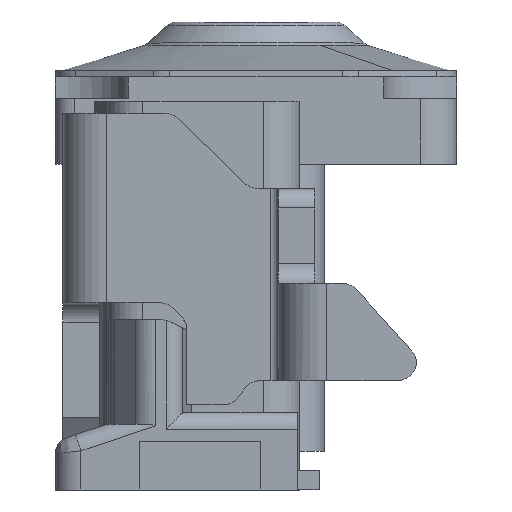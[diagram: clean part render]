
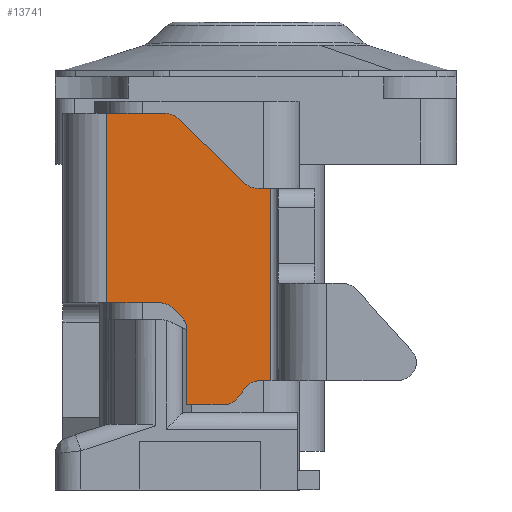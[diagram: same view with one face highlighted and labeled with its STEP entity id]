
A CAD part, left-side view. The second image highlights one B-rep face of the part: STEP entity #13741.
In plain terms, the highlighted planar face has unit normal (-1, 0, 0).
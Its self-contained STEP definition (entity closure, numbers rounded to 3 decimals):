
#2 = DIRECTION ( 'NONE',  ( 0., 1., 0. ) ) ;
#81 = VERTEX_POINT ( 'NONE', #12711 ) ;
#456 = ORIENTED_EDGE ( 'NONE', *, *, #8365, .F. ) ;
#614 = ORIENTED_EDGE ( 'NONE', *, *, #9462, .F. ) ;
#625 = CARTESIAN_POINT ( 'NONE',  ( -1.7, 0.219, -0.89 ) ) ;
#1023 = CIRCLE ( 'NONE', #10983, 0.08 ) ;
#1051 = DIRECTION ( 'NONE',  ( 0., -1., 0. ) ) ;
#1101 = AXIS2_PLACEMENT_3D ( 'NONE', #6363, #1183, #1051 ) ;
#1147 = VECTOR ( 'NONE', #7751, 1000. ) ;
#1183 = DIRECTION ( 'NONE',  ( -1., 0., 0. ) ) ;
#1230 = VECTOR ( 'NONE', #11535, 1000. ) ;
#1693 = FACE_OUTER_BOUND ( 'NONE', #9189, .T. ) ;
#1745 = ORIENTED_EDGE ( 'NONE', *, *, #6186, .F. ) ;
#1751 = DIRECTION ( 'NONE',  ( 0., -0.718, -0.696 ) ) ;
#1829 = LINE ( 'NONE', #11391, #7520 ) ;
#1854 = CARTESIAN_POINT ( 'NONE',  ( -1.7, 0.564, -0.99 ) ) ;
#1892 = DIRECTION ( 'NONE',  ( 0., -1., 0. ) ) ;
#2002 = VERTEX_POINT ( 'NONE', #5853 ) ;
#2080 = LINE ( 'NONE', #3248, #12740 ) ;
#2143 = DIRECTION ( 'NONE',  ( 0., 0.707, 0.707 ) ) ;
#2156 = CARTESIAN_POINT ( 'NONE',  ( -1.7, 0.564, -0.683 ) ) ;
#2261 = DIRECTION ( 'NONE',  ( 1., 0., 0. ) ) ;
#2281 = CARTESIAN_POINT ( 'NONE',  ( -1.7, 1.074, -0.89 ) ) ;
#2298 = DIRECTION ( 'NONE',  ( -1., 0., 0. ) ) ;
#2330 = EDGE_CURVE ( 'NONE', #3597, #7282, #6207, .T. ) ;
#2362 = ORIENTED_EDGE ( 'NONE', *, *, #12929, .F. ) ;
#2489 = EDGE_CURVE ( 'NONE', #2002, #13379, #1829, .T. ) ;
#2781 = CARTESIAN_POINT ( 'NONE',  ( -1.7, 0.601, 0.187 ) ) ;
#2785 = EDGE_CURVE ( 'NONE', #81, #2807, #7825, .T. ) ;
#2807 = VERTEX_POINT ( 'NONE', #5881 ) ;
#2879 = CARTESIAN_POINT ( 'NONE',  ( -1.7, 0.894, -0.57 ) ) ;
#2973 = EDGE_CURVE ( 'NONE', #4354, #3751, #7531, .T. ) ;
#3042 = DIRECTION ( 'NONE',  ( -1., 0., 0. ) ) ;
#3046 = CARTESIAN_POINT ( 'NONE',  ( -1.7, 0.272, -0.1 ) ) ;
#3116 = CARTESIAN_POINT ( 'NONE',  ( -1.7, 1.074, -0.1 ) ) ;
#3248 = CARTESIAN_POINT ( 'NONE',  ( -1.7, 0.587, -0.627 ) ) ;
#3317 = LINE ( 'NONE', #2281, #9173 ) ;
#3597 = VERTEX_POINT ( 'NONE', #2156 ) ;
#3751 = VERTEX_POINT ( 'NONE', #3046 ) ;
#3990 = AXIS2_PLACEMENT_3D ( 'NONE', #6791, #2298, #4569 ) ;
#4102 = LINE ( 'NONE', #5209, #1230 ) ;
#4261 = CARTESIAN_POINT ( 'NONE',  ( -1.7, 0.656, 0.13 ) ) ;
#4281 = CARTESIAN_POINT ( 'NONE',  ( -1.7, 1.074, -0.99 ) ) ;
#4329 = AXIS2_PLACEMENT_3D ( 'NONE', #13356, #13285, #4941 ) ;
#4354 = VERTEX_POINT ( 'NONE', #9408 ) ;
#4569 = DIRECTION ( 'NONE',  ( 0., -1., 0. ) ) ;
#4707 = CARTESIAN_POINT ( 'NONE',  ( -1.7, 1.074, 0.21 ) ) ;
#4739 = CARTESIAN_POINT ( 'NONE',  ( -1.7, 0.328, -0.924 ) ) ;
#4755 = LINE ( 'NONE', #4281, #12983 ) ;
#4920 = LINE ( 'NONE', #2781, #13536 ) ;
#4941 = DIRECTION ( 'NONE',  ( 0., 1., 0. ) ) ;
#4962 = VERTEX_POINT ( 'NONE', #13425 ) ;
#5209 = CARTESIAN_POINT ( 'NONE',  ( -1.7, 1.074, -0.57 ) ) ;
#5302 = CARTESIAN_POINT ( 'NONE',  ( -1.7, 0.564, -0.54 ) ) ;
#5378 = DIRECTION ( 'NONE',  ( 0., -1., 0. ) ) ;
#5482 = EDGE_CURVE ( 'NONE', #9084, #3597, #13724, .T. ) ;
#5558 = DIRECTION ( 'NONE',  ( 0., 0.573, -0.819 ) ) ;
#5795 = VECTOR ( 'NONE', #9411, 1000. ) ;
#5823 = DIRECTION ( 'NONE',  ( 0., -1., 0. ) ) ;
#5853 = CARTESIAN_POINT ( 'NONE',  ( -1.7, 0.219, -0.1 ) ) ;
#5881 = CARTESIAN_POINT ( 'NONE',  ( -1.7, 0.656, 0.21 ) ) ;
#5928 = VERTEX_POINT ( 'NONE', #6661 ) ;
#5960 = CARTESIAN_POINT ( 'NONE',  ( -1.7, 0.677, -0.65 ) ) ;
#6186 = EDGE_CURVE ( 'NONE', #3751, #2002, #9554, .T. ) ;
#6207 = CIRCLE ( 'NONE', #3990, 0.08 ) ;
#6358 = CARTESIAN_POINT ( 'NONE',  ( -1.7, 0.272, -0.02 ) ) ;
#6363 = CARTESIAN_POINT ( 'NONE',  ( -1.7, 0.262, -0.97 ) ) ;
#6408 = CARTESIAN_POINT ( 'NONE',  ( -1.7, 0.35, -0.956 ) ) ;
#6471 = VERTEX_POINT ( 'NONE', #6408 ) ;
#6518 = EDGE_CURVE ( 'NONE', #2807, #11700, #8263, .T. ) ;
#6619 = CARTESIAN_POINT ( 'NONE',  ( -1.7, 0.262, -0.89 ) ) ;
#6661 = CARTESIAN_POINT ( 'NONE',  ( -1.7, 0.677, -0.57 ) ) ;
#6791 = CARTESIAN_POINT ( 'NONE',  ( -1.7, 0.644, -0.683 ) ) ;
#6857 = EDGE_CURVE ( 'NONE', #7567, #81, #8140, .T. ) ;
#6977 = CARTESIAN_POINT ( 'NONE',  ( -1.7, 0.894, -0.57 ) ) ;
#6982 = VERTEX_POINT ( 'NONE', #8544 ) ;
#7056 = CIRCLE ( 'NONE', #1101, 0.08 ) ;
#7234 = ORIENTED_EDGE ( 'NONE', *, *, #6518, .F. ) ;
#7282 = VERTEX_POINT ( 'NONE', #10737 ) ;
#7353 = EDGE_CURVE ( 'NONE', #7282, #9923, #2080, .T. ) ;
#7371 = EDGE_CURVE ( 'NONE', #13379, #7727, #3317, .T. ) ;
#7520 = VECTOR ( 'NONE', #13556, 1000. ) ;
#7531 = CIRCLE ( 'NONE', #8433, 0.08 ) ;
#7567 = VERTEX_POINT ( 'NONE', #6977 ) ;
#7647 = VECTOR ( 'NONE', #5558, 1000. ) ;
#7677 = ORIENTED_EDGE ( 'NONE', *, *, #11863, .F. ) ;
#7727 = VERTEX_POINT ( 'NONE', #6619 ) ;
#7751 = DIRECTION ( 'NONE',  ( 0., -1., 0. ) ) ;
#7785 = ORIENTED_EDGE ( 'NONE', *, *, #2330, .F. ) ;
#7803 = DIRECTION ( 'NONE',  ( 0., 1., 0. ) ) ;
#7825 = LINE ( 'NONE', #4707, #1147 ) ;
#8116 = CARTESIAN_POINT ( 'NONE',  ( -1.7, 1.074, -0.54 ) ) ;
#8140 = LINE ( 'NONE', #2879, #12509 ) ;
#8263 = CIRCLE ( 'NONE', #9590, 0.08 ) ;
#8318 = ORIENTED_EDGE ( 'NONE', *, *, #2973, .F. ) ;
#8365 = EDGE_CURVE ( 'NONE', #5928, #7567, #4102, .T. ) ;
#8410 = CARTESIAN_POINT ( 'NONE',  ( -1.7, 0.621, -0.593 ) ) ;
#8433 = AXIS2_PLACEMENT_3D ( 'NONE', #6358, #3042, #5378 ) ;
#8544 = CARTESIAN_POINT ( 'NONE',  ( -1.7, 0.416, -0.99 ) ) ;
#8618 = AXIS2_PLACEMENT_3D ( 'NONE', #8116, #12441, #1892 ) ;
#8671 = EDGE_CURVE ( 'NONE', #9923, #5928, #1023, .T. ) ;
#8966 = EDGE_CURVE ( 'NONE', #6982, #9084, #4755, .T. ) ;
#9084 = VERTEX_POINT ( 'NONE', #1854 ) ;
#9161 = PLANE ( 'NONE',  #8618 ) ;
#9173 = VECTOR ( 'NONE', #2, 1000. ) ;
#9189 = EDGE_LOOP ( 'NONE', ( #7234, #12781, #11539, #456, #9939, #10104, #7785, #13310, #11475, #614, #12692, #7677, #13050, #9331, #1745, #8318, #2362 ) ) ;
#9331 = ORIENTED_EDGE ( 'NONE', *, *, #2489, .F. ) ;
#9356 = EDGE_CURVE ( 'NONE', #4962, #6471, #9938, .T. ) ;
#9408 = CARTESIAN_POINT ( 'NONE',  ( -1.7, 0.327, -0.077 ) ) ;
#9411 = DIRECTION ( 'NONE',  ( 0., 0., 1. ) ) ;
#9462 = EDGE_CURVE ( 'NONE', #6471, #6982, #12776, .T. ) ;
#9554 = LINE ( 'NONE', #3116, #13630 ) ;
#9590 = AXIS2_PLACEMENT_3D ( 'NONE', #4261, #2261, #12752 ) ;
#9923 = VERTEX_POINT ( 'NONE', #8410 ) ;
#9938 = LINE ( 'NONE', #4739, #7647 ) ;
#9939 = ORIENTED_EDGE ( 'NONE', *, *, #8671, .F. ) ;
#10104 = ORIENTED_EDGE ( 'NONE', *, *, #7353, .F. ) ;
#10737 = CARTESIAN_POINT ( 'NONE',  ( -1.7, 0.587, -0.627 ) ) ;
#10983 = AXIS2_PLACEMENT_3D ( 'NONE', #5960, #13341, #5823 ) ;
#11175 = CARTESIAN_POINT ( 'NONE',  ( -1.7, 0.601, 0.187 ) ) ;
#11342 = DIRECTION ( 'NONE',  ( 0., 0., 1. ) ) ;
#11391 = CARTESIAN_POINT ( 'NONE',  ( -1.7, 0.219, -0.54 ) ) ;
#11475 = ORIENTED_EDGE ( 'NONE', *, *, #8966, .F. ) ;
#11535 = DIRECTION ( 'NONE',  ( 0., 1., 0. ) ) ;
#11539 = ORIENTED_EDGE ( 'NONE', *, *, #6857, .F. ) ;
#11700 = VERTEX_POINT ( 'NONE', #11175 ) ;
#11863 = EDGE_CURVE ( 'NONE', #7727, #4962, #7056, .T. ) ;
#12441 = DIRECTION ( 'NONE',  ( 1., 0., 0. ) ) ;
#12509 = VECTOR ( 'NONE', #11342, 1000. ) ;
#12692 = ORIENTED_EDGE ( 'NONE', *, *, #9356, .F. ) ;
#12711 = CARTESIAN_POINT ( 'NONE',  ( -1.7, 0.894, 0.21 ) ) ;
#12740 = VECTOR ( 'NONE', #2143, 1000. ) ;
#12752 = DIRECTION ( 'NONE',  ( 0., 1., 0. ) ) ;
#12776 = CIRCLE ( 'NONE', #4329, 0.08 ) ;
#12781 = ORIENTED_EDGE ( 'NONE', *, *, #2785, .F. ) ;
#12929 = EDGE_CURVE ( 'NONE', #11700, #4354, #4920, .T. ) ;
#12983 = VECTOR ( 'NONE', #7803, 1000. ) ;
#13050 = ORIENTED_EDGE ( 'NONE', *, *, #7371, .F. ) ;
#13285 = DIRECTION ( 'NONE',  ( 1., 0., 0. ) ) ;
#13310 = ORIENTED_EDGE ( 'NONE', *, *, #5482, .F. ) ;
#13341 = DIRECTION ( 'NONE',  ( -1., 0., 0. ) ) ;
#13356 = CARTESIAN_POINT ( 'NONE',  ( -1.7, 0.416, -0.91 ) ) ;
#13379 = VERTEX_POINT ( 'NONE', #625 ) ;
#13425 = CARTESIAN_POINT ( 'NONE',  ( -1.7, 0.328, -0.924 ) ) ;
#13536 = VECTOR ( 'NONE', #1751, 1000. ) ;
#13556 = DIRECTION ( 'NONE',  ( 0., 0., -1. ) ) ;
#13630 = VECTOR ( 'NONE', #13679, 1000. ) ;
#13679 = DIRECTION ( 'NONE',  ( 0., -1., 0. ) ) ;
#13724 = LINE ( 'NONE', #5302, #5795 ) ;
#13741 = ADVANCED_FACE ( 'NONE', ( #1693 ), #9161, .F. ) ;
